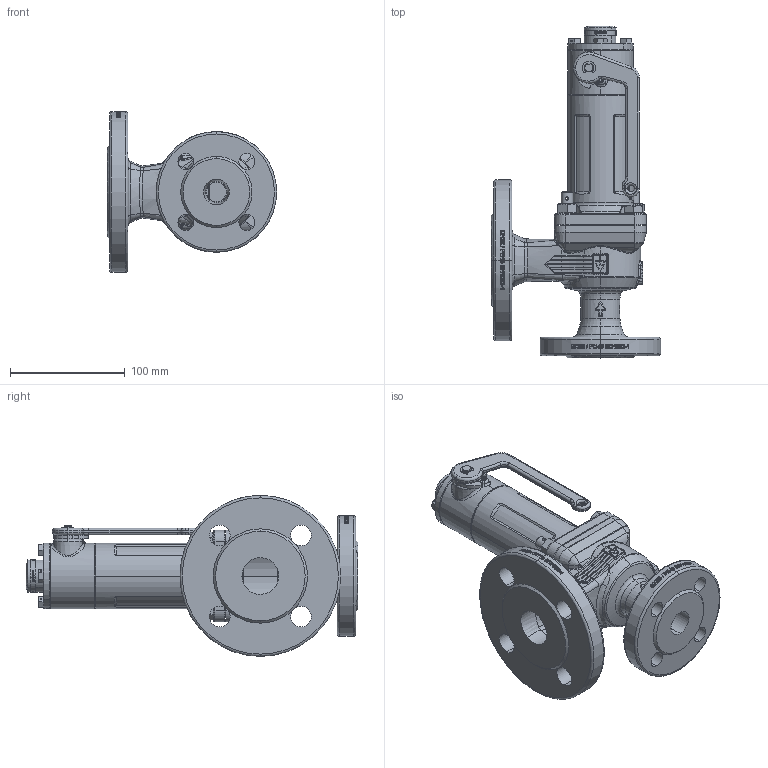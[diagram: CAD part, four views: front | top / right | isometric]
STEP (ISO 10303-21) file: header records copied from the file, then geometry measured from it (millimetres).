
FILE_DESCRIPTION (( 'STEP AP214' ), '1' );
FILE_NAME ('455TGFL_20_FLFL_2032_MD.STEP', '2020-07-08T11:54:02', ( '' ), ( '' ), 'SwSTEP 2.0', 'SolidWorks 2018', '' );
FILE_SCHEMA (( 'AUTOMOTIVE_DESIGN' ));
Length unit declared in the file: millimetre
Products named in the file (2): 455TGFL_20_FLFL_2032_MD
Bounding box: 147.5 x 289 x 140 mm (x, y, z)
Volume: 714314.1 mm3; surface area: 231902.7 mm2
Topology: 21 solids, 21 shells, 2087 faces, 5654 edges, 3778 vertices
Faces by surface type: bspline 609, cylinder 575, plane 520, cone 234, torus 123, sphere 26
Entity records: 156241 total; most frequent: CARTESIAN_POINT 84693, ORIENTED_EDGE 11224, DIRECTION 8472, EDGE_CURVE 5612, VERTEX_POINT 3776, AXIS2_PLACEMENT_3D 3427, EDGE_LOOP 2374, UNCERTAINTY_MEASURE_WITH_UNIT 2101
